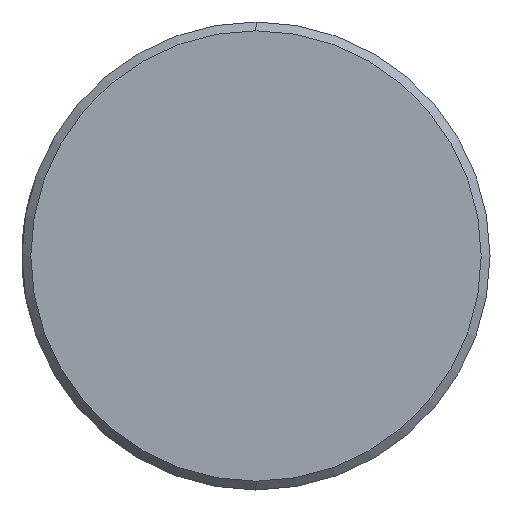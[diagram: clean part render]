
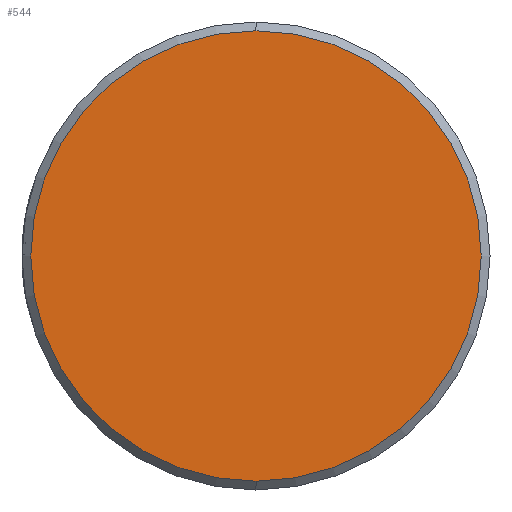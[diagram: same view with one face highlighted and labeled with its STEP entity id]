
A CAD part, left-side view. The second image highlights one B-rep face of the part: STEP entity #544.
In plain terms, the highlighted planar face has unit normal (-1, 0, 0).
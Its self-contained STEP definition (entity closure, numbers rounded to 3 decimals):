
#49 = AXIS2_PLACEMENT_3D ( 'NONE', #407, #802, #206 ) ;
#206 = DIRECTION ( 'NONE',  ( 0., 0., 1. ) ) ;
#218 = CIRCLE ( 'NONE', #364, 7.7 ) ;
#250 = VERTEX_POINT ( 'NONE', #382 ) ;
#320 = DIRECTION ( 'NONE',  ( -1., 0., 0. ) ) ;
#334 = AXIS2_PLACEMENT_3D ( 'NONE', #897, #320, #1003 ) ;
#364 = AXIS2_PLACEMENT_3D ( 'NONE', #495, #1194, #590 ) ;
#382 = CARTESIAN_POINT ( 'NONE',  ( -5., 0., 7.7 ) ) ;
#407 = CARTESIAN_POINT ( 'NONE',  ( -5., 0., 0. ) ) ;
#489 = VERTEX_POINT ( 'NONE', #1178 ) ;
#495 = CARTESIAN_POINT ( 'NONE',  ( -5., 0., 0. ) ) ;
#544 = ADVANCED_FACE ( 'NONE', ( #810 ), #601, .T. ) ;
#590 = DIRECTION ( 'NONE',  ( 0., 0., 1. ) ) ;
#601 = PLANE ( 'NONE',  #49 ) ;
#802 = DIRECTION ( 'NONE',  ( -1., 0., 0. ) ) ;
#810 = FACE_OUTER_BOUND ( 'NONE', #902, .T. ) ;
#866 = EDGE_CURVE ( 'NONE', #489, #250, #1296, .T. ) ;
#897 = CARTESIAN_POINT ( 'NONE',  ( -5., 0., 0. ) ) ;
#902 = EDGE_LOOP ( 'NONE', ( #1133, #1235 ) ) ;
#1003 = DIRECTION ( 'NONE',  ( 0., 0., 1. ) ) ;
#1133 = ORIENTED_EDGE ( 'NONE', *, *, #866, .T. ) ;
#1178 = CARTESIAN_POINT ( 'NONE',  ( -5., 0., -7.7 ) ) ;
#1194 = DIRECTION ( 'NONE',  ( -1., 0., 0. ) ) ;
#1227 = EDGE_CURVE ( 'NONE', #250, #489, #218, .T. ) ;
#1235 = ORIENTED_EDGE ( 'NONE', *, *, #1227, .T. ) ;
#1296 = CIRCLE ( 'NONE', #334, 7.7 ) ;
